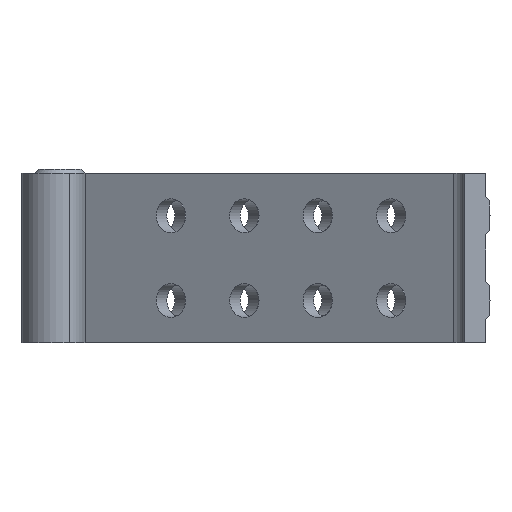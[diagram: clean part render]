
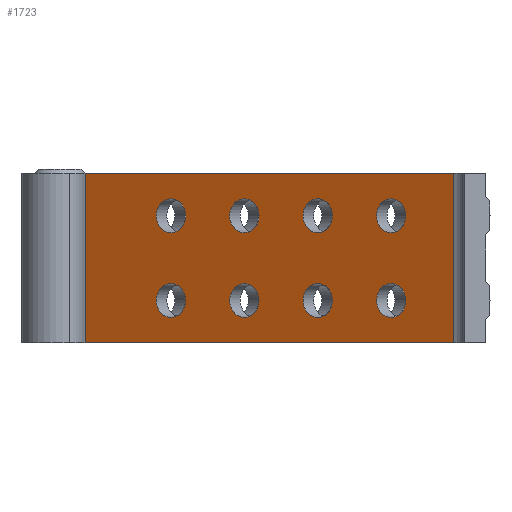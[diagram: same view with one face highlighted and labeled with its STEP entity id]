
A CAD part, front view. The second image highlights one B-rep face of the part: STEP entity #1723.
In plain terms, the highlighted planar face has unit normal (-0.5, -0.866, 0).
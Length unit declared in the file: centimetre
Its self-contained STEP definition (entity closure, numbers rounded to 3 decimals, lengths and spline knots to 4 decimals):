
#70=LINE($,#2425,#220);
#144=LINE($,#2596,#294);
#199=LINE($,#2819,#349);
#213=LINE($,#2859,#363);
#220=VECTOR($,#1931,10.0435);
#294=VECTOR($,#2079,4.);
#349=VECTOR($,#2320,10.0435);
#363=VECTOR($,#2374,4.);
#415=PLANE($,#1894);
#483=FACE_BOUND($,#718,.T.);
#484=FACE_BOUND($,#719,.T.);
#485=FACE_BOUND($,#720,.T.);
#486=FACE_BOUND($,#721,.T.);
#487=FACE_BOUND($,#722,.T.);
#488=FACE_BOUND($,#723,.T.);
#489=FACE_BOUND($,#724,.T.);
#490=FACE_BOUND($,#725,.T.);
#573=FACE_OUTER_BOUND($,#717,.T.);
#717=EDGE_LOOP($,(#1586,#1587,#1588,#1589));
#718=EDGE_LOOP($,(#1590));
#719=EDGE_LOOP($,(#1591));
#720=EDGE_LOOP($,(#1592));
#721=EDGE_LOOP($,(#1593));
#722=EDGE_LOOP($,(#1594));
#723=EDGE_LOOP($,(#1595));
#724=EDGE_LOOP($,(#1596));
#725=EDGE_LOOP($,(#1597));
#773=CIRCLE($,#1823,0.4);
#775=CIRCLE($,#1826,0.4);
#777=CIRCLE($,#1829,0.4);
#779=CIRCLE($,#1832,0.4);
#781=CIRCLE($,#1835,0.4);
#783=CIRCLE($,#1838,0.4);
#785=CIRCLE($,#1841,0.4);
#787=CIRCLE($,#1844,0.4);
#810=VERTEX_POINT($,#2422);
#811=VERTEX_POINT($,#2424);
#870=VERTEX_POINT($,#2592);
#911=VERTEX_POINT($,#2698);
#913=VERTEX_POINT($,#2703);
#915=VERTEX_POINT($,#2708);
#917=VERTEX_POINT($,#2713);
#919=VERTEX_POINT($,#2718);
#921=VERTEX_POINT($,#2723);
#923=VERTEX_POINT($,#2728);
#925=VERTEX_POINT($,#2733);
#946=VERTEX_POINT($,#2818);
#968=EDGE_CURVE($,#810,#811,#70,.T.);
#1052=EDGE_CURVE($,#811,#870,#144,.T.);
#1099=EDGE_CURVE($,#911,#911,#773,.T.);
#1101=EDGE_CURVE($,#913,#913,#775,.T.);
#1103=EDGE_CURVE($,#915,#915,#777,.T.);
#1105=EDGE_CURVE($,#917,#917,#779,.T.);
#1107=EDGE_CURVE($,#919,#919,#781,.T.);
#1109=EDGE_CURVE($,#921,#921,#783,.T.);
#1111=EDGE_CURVE($,#923,#923,#785,.T.);
#1113=EDGE_CURVE($,#925,#925,#787,.T.);
#1157=EDGE_CURVE($,#870,#946,#199,.T.);
#1177=EDGE_CURVE($,#946,#810,#213,.T.);
#1586=ORIENTED_EDGE($,*,*,#1052,.F.);
#1587=ORIENTED_EDGE($,*,*,#968,.F.);
#1588=ORIENTED_EDGE($,*,*,#1177,.F.);
#1589=ORIENTED_EDGE($,*,*,#1157,.F.);
#1590=ORIENTED_EDGE($,*,*,#1099,.T.);
#1591=ORIENTED_EDGE($,*,*,#1101,.T.);
#1592=ORIENTED_EDGE($,*,*,#1103,.T.);
#1593=ORIENTED_EDGE($,*,*,#1105,.T.);
#1594=ORIENTED_EDGE($,*,*,#1107,.T.);
#1595=ORIENTED_EDGE($,*,*,#1109,.T.);
#1596=ORIENTED_EDGE($,*,*,#1111,.T.);
#1597=ORIENTED_EDGE($,*,*,#1113,.T.);
#1723=ADVANCED_FACE($,(#573,#483,#484,#485,#486,#487,#488,#489,#490),#415,
 .T.);
#1823=AXIS2_PLACEMENT_3D($,#2699,#2184,#2185);
#1826=AXIS2_PLACEMENT_3D($,#2704,#2190,#2191);
#1829=AXIS2_PLACEMENT_3D($,#2709,#2196,#2197);
#1832=AXIS2_PLACEMENT_3D($,#2714,#2202,#2203);
#1835=AXIS2_PLACEMENT_3D($,#2719,#2208,#2209);
#1838=AXIS2_PLACEMENT_3D($,#2724,#2214,#2215);
#1841=AXIS2_PLACEMENT_3D($,#2729,#2220,#2221);
#1844=AXIS2_PLACEMENT_3D($,#2734,#2226,#2227);
#1894=AXIS2_PLACEMENT_3D($,#2860,#2375,#2376);
#1931=DIRECTION($,(0.866,-0.5,0.));
#2079=DIRECTION($,(0.,0.,-1.));
#2184=DIRECTION('center_axis',(0.5,0.866,0.));
#2185=DIRECTION('ref_axis',(0.,0.,1.));
#2190=DIRECTION('center_axis',(0.5,0.866,0.));
#2191=DIRECTION('ref_axis',(0.,0.,1.));
#2196=DIRECTION('center_axis',(0.5,0.866,0.));
#2197=DIRECTION('ref_axis',(0.,0.,1.));
#2202=DIRECTION('center_axis',(0.5,0.866,0.));
#2203=DIRECTION('ref_axis',(0.,0.,1.));
#2208=DIRECTION('center_axis',(0.5,0.866,0.));
#2209=DIRECTION('ref_axis',(0.,0.,1.));
#2214=DIRECTION('center_axis',(0.5,0.866,0.));
#2215=DIRECTION('ref_axis',(0.,0.,1.));
#2220=DIRECTION('center_axis',(0.5,0.866,0.));
#2221=DIRECTION('ref_axis',(0.,0.,1.));
#2226=DIRECTION('center_axis',(0.5,0.866,0.));
#2227=DIRECTION('ref_axis',(0.,0.,1.));
#2320=DIRECTION($,(-0.866,0.5,0.));
#2374=DIRECTION($,(0.,0.,1.));
#2375=DIRECTION('center_axis',(-0.5,-0.866,0.));
#2376=DIRECTION('ref_axis',(0.866,-0.5,0.));
#2422=CARTESIAN_POINT('',(-9.4015,-0.9229,2.));
#2424=CARTESIAN_POINT('',(-0.7036,-5.9447,2.));
#2425=CARTESIAN_POINT($,(-8.2242,-1.6026,2.));
#2592=CARTESIAN_POINT('',(-0.7036,-5.9447,-2.));
#2596=CARTESIAN_POINT($,(-0.7036,-5.9447,-2.));
#2698=CARTESIAN_POINT('',(-5.6497,-3.089,-1.4));
#2699=CARTESIAN_POINT('Origin',(-5.6497,-3.089,-1.));
#2703=CARTESIAN_POINT('',(-2.1856,-5.089,-1.4));
#2704=CARTESIAN_POINT('Origin',(-2.1856,-5.089,-1.));
#2708=CARTESIAN_POINT('',(-3.9177,-4.089,-1.4));
#2709=CARTESIAN_POINT('Origin',(-3.9177,-4.089,-1.));
#2713=CARTESIAN_POINT('',(-7.3818,-2.089,-1.4));
#2714=CARTESIAN_POINT('Origin',(-7.3818,-2.089,-1.));
#2718=CARTESIAN_POINT('',(-5.6497,-3.089,0.6));
#2719=CARTESIAN_POINT('Origin',(-5.6497,-3.089,1.));
#2723=CARTESIAN_POINT('',(-2.1856,-5.089,0.6));
#2724=CARTESIAN_POINT('Origin',(-2.1856,-5.089,1.));
#2728=CARTESIAN_POINT('',(-3.9177,-4.089,0.6));
#2729=CARTESIAN_POINT('Origin',(-3.9177,-4.089,1.));
#2733=CARTESIAN_POINT('',(-7.3818,-2.089,0.6));
#2734=CARTESIAN_POINT('Origin',(-7.3818,-2.089,1.));
#2818=CARTESIAN_POINT('',(-9.4015,-0.9229,-2.));
#2819=CARTESIAN_POINT($,(-0.4536,-6.089,-2.));
#2859=CARTESIAN_POINT($,(-9.4015,-0.9229,-2.));
#2860=CARTESIAN_POINT('Origin',(-9.6019,-0.8072,-2.));
